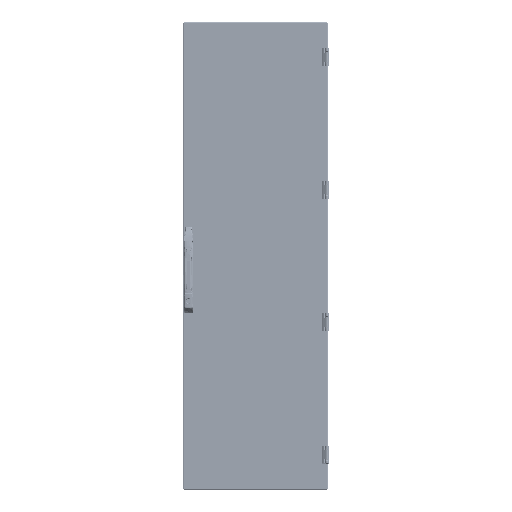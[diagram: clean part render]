
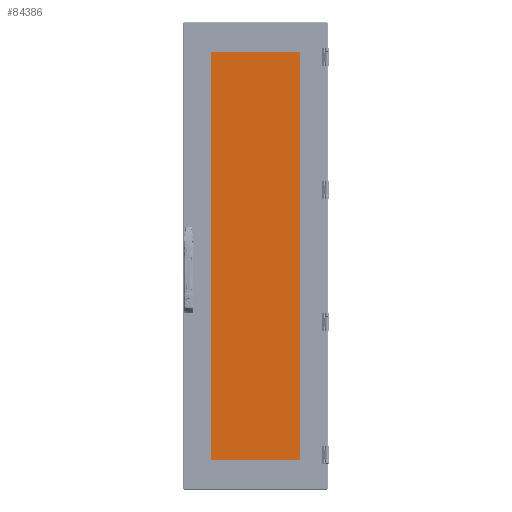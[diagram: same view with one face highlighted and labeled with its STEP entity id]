
A CAD part, top view. The second image highlights one B-rep face of the part: STEP entity #84386.
In plain terms, the highlighted planar face has unit normal (0, 0, 1).
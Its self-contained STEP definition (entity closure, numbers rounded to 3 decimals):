
#2174 = FACE_OUTER_BOUND ( 'NONE', #30794, .T. ) ;
#6418 = VERTEX_POINT ( 'NONE', #76270 ) ;
#13598 = AXIS2_PLACEMENT_3D ( 'NONE', #49384, #20851, #83941 ) ;
#18504 = CARTESIAN_POINT ( 'NONE',  ( -173.25, 711.05, 4. ) ) ;
#19439 = EDGE_CURVE ( 'NONE', #58811, #32059, #36280, .T. ) ;
#19484 = VECTOR ( 'NONE', #88429, 1000. ) ;
#20851 = DIRECTION ( 'NONE',  ( 0., 0., -1. ) ) ;
#20977 = LINE ( 'NONE', #60900, #36187 ) ;
#21283 = PLANE ( 'NONE',  #13598 ) ;
#26192 = LINE ( 'NONE', #18504, #19484 ) ;
#28966 = VECTOR ( 'NONE', #79386, 1000. ) ;
#30794 = EDGE_LOOP ( 'NONE', ( #88627, #38773, #75468, #75638 ) ) ;
#32059 = VERTEX_POINT ( 'NONE', #89470 ) ;
#36187 = VECTOR ( 'NONE', #88682, 1000. ) ;
#36280 = LINE ( 'NONE', #85316, #28966 ) ;
#38773 = ORIENTED_EDGE ( 'NONE', *, *, #76038, .T. ) ;
#43906 = VERTEX_POINT ( 'NONE', #63550 ) ;
#49384 = CARTESIAN_POINT ( 'NONE',  ( 0., 0., 4. ) ) ;
#57734 = EDGE_CURVE ( 'NONE', #43906, #58811, #20977, .T. ) ;
#57856 = LINE ( 'NONE', #58300, #72920 ) ;
#58300 = CARTESIAN_POINT ( 'NONE',  ( 173.25, -711.05, 4. ) ) ;
#58811 = VERTEX_POINT ( 'NONE', #88819 ) ;
#60900 = CARTESIAN_POINT ( 'NONE',  ( -173.25, -711.05, 4. ) ) ;
#63550 = CARTESIAN_POINT ( 'NONE',  ( -173.25, 711.05, 4. ) ) ;
#72920 = VECTOR ( 'NONE', #86049, 1000. ) ;
#75015 = EDGE_CURVE ( 'NONE', #32059, #6418, #57856, .T. ) ;
#75468 = ORIENTED_EDGE ( 'NONE', *, *, #57734, .T. ) ;
#75638 = ORIENTED_EDGE ( 'NONE', *, *, #19439, .T. ) ;
#76038 = EDGE_CURVE ( 'NONE', #6418, #43906, #26192, .T. ) ;
#76270 = CARTESIAN_POINT ( 'NONE',  ( 173.25, 711.05, 4. ) ) ;
#79386 = DIRECTION ( 'NONE',  ( 1., 0., 0. ) ) ;
#83941 = DIRECTION ( 'NONE',  ( -1., 0., 0. ) ) ;
#84386 = ADVANCED_FACE ( 'NONE', ( #2174 ), #21283, .F. ) ;
#85316 = CARTESIAN_POINT ( 'NONE',  ( -173.25, -711.05, 4. ) ) ;
#86049 = DIRECTION ( 'NONE',  ( 0., 1., 0. ) ) ;
#88429 = DIRECTION ( 'NONE',  ( -1., 0., 0. ) ) ;
#88627 = ORIENTED_EDGE ( 'NONE', *, *, #75015, .T. ) ;
#88682 = DIRECTION ( 'NONE',  ( 0., -1., 0. ) ) ;
#88819 = CARTESIAN_POINT ( 'NONE',  ( -173.25, -711.05, 4. ) ) ;
#89470 = CARTESIAN_POINT ( 'NONE',  ( 173.25, -711.05, 4. ) ) ;
